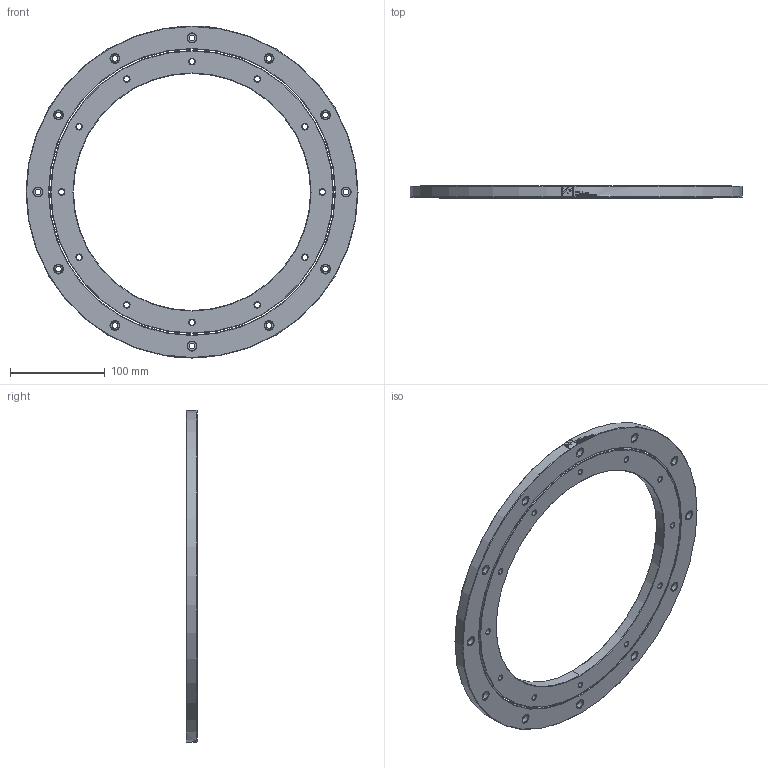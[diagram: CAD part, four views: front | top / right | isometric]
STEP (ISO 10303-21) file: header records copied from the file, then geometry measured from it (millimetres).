
FILE_DESCRIPTION(/* description */ (''),/* implementation_level */ '2;1');
FILE_NAME(/* name */ 'FMB-250.350_5.stp',/* time_stamp */ '2024-10-25T11:40:33+02:00',/* author */ (''),/* organization */ (''),/* preprocessor_version */ 'ST-DEVELOPER v16.7',/* originating_system */ 'SIEMENS PLM Software NX 12.0',/* authorisation */ '');
FILE_SCHEMA (('AUTOMOTIVE_DESIGN { 1 0 10303 214 3 1 1 1 }'));
Length unit declared in the file: millimetre
Products named in the file (1): FMB-250.350_2_stp
Bounding box: 350 x 12.5 x 350 mm (x, y, z)
Volume: 528274.4 mm3; surface area: 142632.2 mm2
Topology: 2 solids, 2 shells, 831 faces, 2081 edges, 1342 vertices
Faces by surface type: plane 282, bspline 242, cylinder 173, cone 120, torus 14
Full cylindrical faces by diameter (mm): 350 x1
Entity records: 35626 total; most frequent: CARTESIAN_POINT 13436, ORIENTED_EDGE 4148, DIRECTION 3094, EDGE_CURVE 2074, VERTEX_POINT 1338, AXIS2_PLACEMENT_3D 1117, EDGE_LOOP 974, LINE 860
